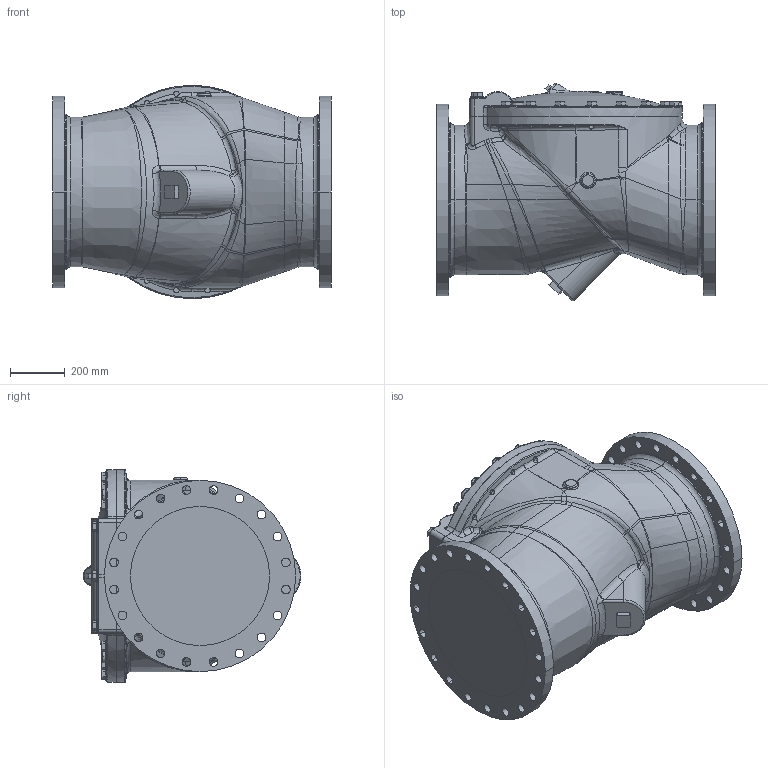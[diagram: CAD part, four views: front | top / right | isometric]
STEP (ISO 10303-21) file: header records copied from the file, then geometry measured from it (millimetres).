
FILE_DESCRIPTION((''),'2;1');
FILE_NAME('520A_SW0001','2023-10-31T15:02:21',('jlesh'),(''),'CREO PARAMETRIC BY PTC INC, 2023072','CREO PARAMETRIC BY PTC INC, 2023072','');
FILE_SCHEMA(('AUTOMOTIVE_DESIGN { 1 0 10303 214 1 1 1 1 }'));
Length unit declared in the file: inch
Products named in the file (1): 520A_SW0001
Bounding box: 1016 x 793.86 x 777.96 mm (x, y, z)
Volume: 80064055.2 mm3; surface area: 6692237.3 mm2
Topology: 1 solids, 1 shells, 1591 faces, 3723 edges, 2227 vertices
Faces by surface type: bspline 540, cylinder 383, plane 319, torus 191, cone 128, sphere 30
Entity records: 115403 total; most frequent: CARTESIAN_POINT 72935, ORIENTED_EDGE 7406, DIRECTION 6156, EDGE_CURVE 3703, AXIS2_PLACEMENT_3D 2680, VERTEX_POINT 2225, EDGE_LOOP 1814, CIRCLE 1629
